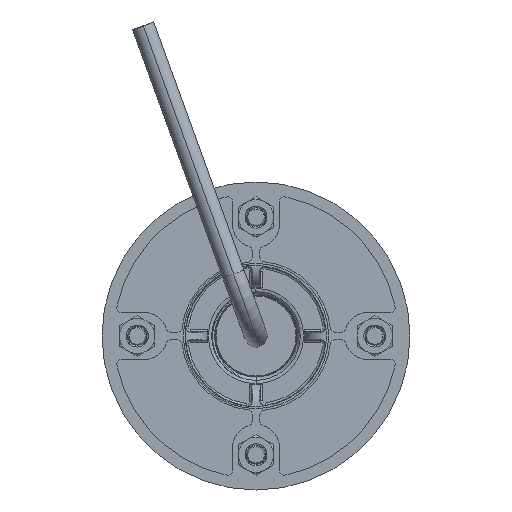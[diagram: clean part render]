
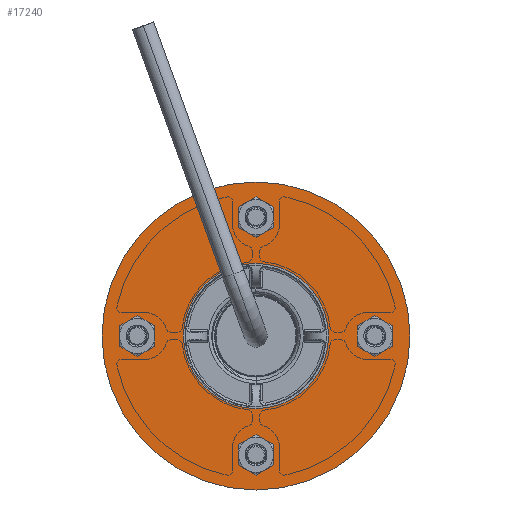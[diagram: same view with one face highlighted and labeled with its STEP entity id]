
A CAD part, front view. The second image highlights one B-rep face of the part: STEP entity #17240.
In plain terms, the highlighted planar face has unit normal (0, -1, 0).
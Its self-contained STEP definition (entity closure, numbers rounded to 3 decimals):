
#16983=CARTESIAN_POINT('',(0.,0.,0.));
#16984=DIRECTION('',(0.,1.,0.));
#16985=DIRECTION('',(1.,0.,0.));
#16986=AXIS2_PLACEMENT_3D('',#16983,#16984,#16985);
#16988=CARTESIAN_POINT('',(0.,0.,0.));
#16989=DIRECTION('',(0.,1.,0.));
#16990=DIRECTION('',(-1.,0.,0.));
#16991=AXIS2_PLACEMENT_3D('',#16988,#16989,#16990);
#16993=CARTESIAN_POINT('',(0.,0.,0.));
#16994=DIRECTION('',(0.,-1.,0.));
#16995=DIRECTION('',(1.,0.,0.));
#16996=AXIS2_PLACEMENT_3D('',#16993,#16994,#16995);
#16998=CARTESIAN_POINT('',(0.,0.,0.));
#16999=DIRECTION('',(0.,-1.,0.));
#17000=DIRECTION('',(-1.,0.,0.));
#17001=AXIS2_PLACEMENT_3D('',#16998,#16999,#17000);
#17003=CARTESIAN_POINT('',(0.,0.,-27.));
#17004=DIRECTION('',(0.,1.,0.));
#17005=DIRECTION('',(1.,0.,0.));
#17006=AXIS2_PLACEMENT_3D('',#17003,#17004,#17005);
#17008=CARTESIAN_POINT('',(0.,0.,-27.));
#17009=DIRECTION('',(0.,1.,0.));
#17010=DIRECTION('',(-1.,0.,0.));
#17011=AXIS2_PLACEMENT_3D('',#17008,#17009,#17010);
#17013=CARTESIAN_POINT('',(27.,0.,0.));
#17014=DIRECTION('',(0.,1.,0.));
#17015=DIRECTION('',(1.,0.,0.));
#17016=AXIS2_PLACEMENT_3D('',#17013,#17014,#17015);
#17018=CARTESIAN_POINT('',(27.,0.,0.));
#17019=DIRECTION('',(0.,1.,0.));
#17020=DIRECTION('',(-1.,0.,0.));
#17021=AXIS2_PLACEMENT_3D('',#17018,#17019,#17020);
#17023=CARTESIAN_POINT('',(0.,0.,27.));
#17024=DIRECTION('',(0.,1.,0.));
#17025=DIRECTION('',(1.,0.,0.));
#17026=AXIS2_PLACEMENT_3D('',#17023,#17024,#17025);
#17028=CARTESIAN_POINT('',(0.,0.,27.));
#17029=DIRECTION('',(0.,1.,0.));
#17030=DIRECTION('',(-1.,0.,0.));
#17031=AXIS2_PLACEMENT_3D('',#17028,#17029,#17030);
#17033=CARTESIAN_POINT('',(-27.,0.,0.));
#17034=DIRECTION('',(0.,1.,0.));
#17035=DIRECTION('',(1.,0.,0.));
#17036=AXIS2_PLACEMENT_3D('',#17033,#17034,#17035);
#17038=CARTESIAN_POINT('',(-27.,0.,0.));
#17039=DIRECTION('',(0.,1.,0.));
#17040=DIRECTION('',(-1.,0.,0.));
#17041=AXIS2_PLACEMENT_3D('',#17038,#17039,#17040);
#17151=CARTESIAN_POINT('',(35.,0.,0.));
#17152=CARTESIAN_POINT('',(-35.,0.,0.));
#17153=VERTEX_POINT('',#17151);
#17154=VERTEX_POINT('',#17152);
#17155=CARTESIAN_POINT('',(16.5,0.,0.));
#17156=CARTESIAN_POINT('',(-16.5,0.,0.));
#17157=VERTEX_POINT('',#17155);
#17158=VERTEX_POINT('',#17156);
#17167=CARTESIAN_POINT('',(2.5,0.,-27.));
#17168=CARTESIAN_POINT('',(-2.5,0.,-27.));
#17169=VERTEX_POINT('',#17167);
#17170=VERTEX_POINT('',#17168);
#17171=CARTESIAN_POINT('',(29.5,0.,0.));
#17172=CARTESIAN_POINT('',(24.5,0.,0.));
#17173=VERTEX_POINT('',#17171);
#17174=VERTEX_POINT('',#17172);
#17175=CARTESIAN_POINT('',(2.5,0.,27.));
#17176=CARTESIAN_POINT('',(-2.5,0.,27.));
#17177=VERTEX_POINT('',#17175);
#17178=VERTEX_POINT('',#17176);
#17179=CARTESIAN_POINT('',(-24.5,0.,0.));
#17180=CARTESIAN_POINT('',(-29.5,0.,0.));
#17181=VERTEX_POINT('',#17179);
#17182=VERTEX_POINT('',#17180);
#17199=CARTESIAN_POINT('',(0.,0.,0.));
#17200=DIRECTION('',(0.,1.,0.));
#17201=DIRECTION('',(1.,0.,0.));
#17202=AXIS2_PLACEMENT_3D('',#17199,#17200,#17201);
#17203=PLANE('',#17202);
#17205=ORIENTED_EDGE('',*,*,#17204,.T.);
#17207=ORIENTED_EDGE('',*,*,#17206,.T.);
#17208=EDGE_LOOP('',(#17205,#17207));
#17209=FACE_OUTER_BOUND('',#17208,.F.);
#17211=ORIENTED_EDGE('',*,*,#17210,.T.);
#17213=ORIENTED_EDGE('',*,*,#17212,.T.);
#17214=EDGE_LOOP('',(#17211,#17213));
#17215=FACE_BOUND('',#17214,.F.);
#17217=ORIENTED_EDGE('',*,*,#17216,.F.);
#17219=ORIENTED_EDGE('',*,*,#17218,.F.);
#17220=EDGE_LOOP('',(#17217,#17219));
#17221=FACE_BOUND('',#17220,.F.);
#17223=ORIENTED_EDGE('',*,*,#17222,.F.);
#17225=ORIENTED_EDGE('',*,*,#17224,.F.);
#17226=EDGE_LOOP('',(#17223,#17225));
#17227=FACE_BOUND('',#17226,.F.);
#17229=ORIENTED_EDGE('',*,*,#17228,.F.);
#17231=ORIENTED_EDGE('',*,*,#17230,.F.);
#17232=EDGE_LOOP('',(#17229,#17231));
#17233=FACE_BOUND('',#17232,.F.);
#17235=ORIENTED_EDGE('',*,*,#17234,.F.);
#17237=ORIENTED_EDGE('',*,*,#17236,.F.);
#17238=EDGE_LOOP('',(#17235,#17237));
#17239=FACE_BOUND('',#17238,.F.);
#17240=ADVANCED_FACE('',(#17209,#17215,#17221,#17227,#17233,#17239),#17203,.F.);
#16987=CIRCLE('',#16986,35.);
#16992=CIRCLE('',#16991,35.);
#16997=CIRCLE('',#16996,16.5);
#17002=CIRCLE('',#17001,16.5);
#17007=CIRCLE('',#17006,2.5);
#17012=CIRCLE('',#17011,2.5);
#17017=CIRCLE('',#17016,2.5);
#17022=CIRCLE('',#17021,2.5);
#17027=CIRCLE('',#17026,2.5);
#17032=CIRCLE('',#17031,2.5);
#17037=CIRCLE('',#17036,2.5);
#17042=CIRCLE('',#17041,2.5);
#17204=EDGE_CURVE('',#17153,#17154,#16987,.T.);
#17206=EDGE_CURVE('',#17154,#17153,#16992,.T.);
#17210=EDGE_CURVE('',#17157,#17158,#16997,.T.);
#17212=EDGE_CURVE('',#17158,#17157,#17002,.T.);
#17216=EDGE_CURVE('',#17169,#17170,#17007,.T.);
#17218=EDGE_CURVE('',#17170,#17169,#17012,.T.);
#17222=EDGE_CURVE('',#17173,#17174,#17017,.T.);
#17224=EDGE_CURVE('',#17174,#17173,#17022,.T.);
#17228=EDGE_CURVE('',#17177,#17178,#17027,.T.);
#17230=EDGE_CURVE('',#17178,#17177,#17032,.T.);
#17234=EDGE_CURVE('',#17181,#17182,#17037,.T.);
#17236=EDGE_CURVE('',#17182,#17181,#17042,.T.);
